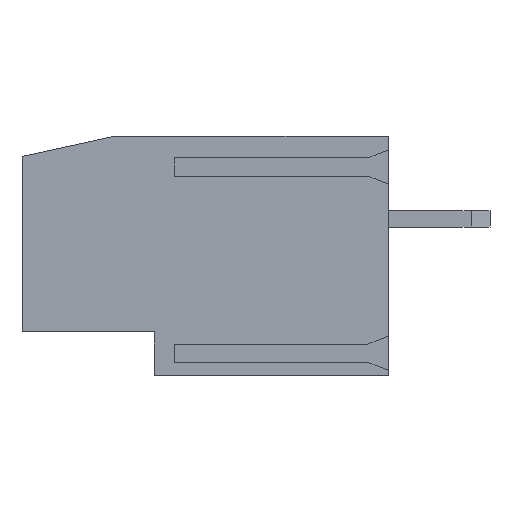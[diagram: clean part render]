
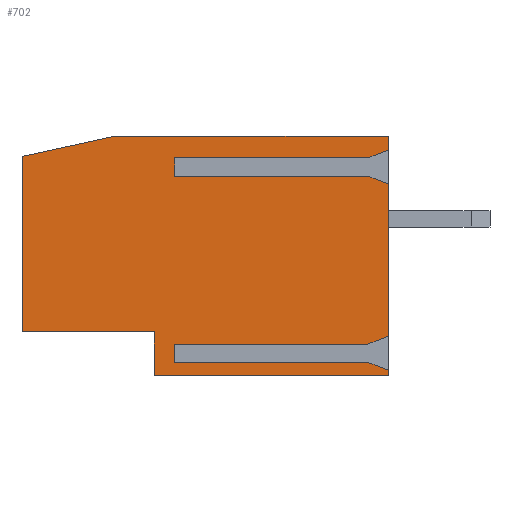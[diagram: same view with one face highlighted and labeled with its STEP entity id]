
A CAD part, left-side view. The second image highlights one B-rep face of the part: STEP entity #702.
In plain terms, the highlighted planar face has unit normal (-1, 0, 0).
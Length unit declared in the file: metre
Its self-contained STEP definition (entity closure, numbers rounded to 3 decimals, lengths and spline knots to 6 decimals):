
#702=ADVANCED_FACE('',(#1804),#1805,.F.);
#912=EDGE_CURVE('',#2122,#2123,#2124,.T.);
#1000=EDGE_CURVE('',#2246,#2239,#2249,.T.);
#1044=EDGE_CURVE('',#2312,#2305,#2315,.T.);
#1046=EDGE_CURVE('',#2317,#2318,#2319,.T.);
#1090=EDGE_CURVE('',#2374,#2123,#2377,.T.);
#1226=EDGE_CURVE('',#2562,#2246,#2565,.T.);
#1306=EDGE_CURVE('',#2664,#2661,#2665,.T.);
#1310=EDGE_CURVE('',#2669,#2670,#2671,.T.);
#1326=EDGE_CURVE('',#2691,#2661,#2692,.T.);
#1344=EDGE_CURVE('',#2318,#2711,#2714,.T.);
#1348=EDGE_CURVE('',#2719,#2669,#2720,.T.);
#1374=EDGE_CURVE('',#2317,#2374,#2750,.T.);
#1402=EDGE_CURVE('',#2305,#2711,#2783,.T.);
#1404=EDGE_CURVE('',#2122,#2670,#2785,.T.);
#1408=EDGE_CURVE('',#2664,#2789,#2790,.T.);
#1418=EDGE_CURVE('',#2803,#2312,#2804,.T.);
#1420=EDGE_CURVE('',#2239,#2803,#2806,.T.);
#1422=EDGE_CURVE('',#2789,#2562,#2808,.T.);
#1424=EDGE_CURVE('',#2691,#2719,#2810,.T.);
#1804=FACE_OUTER_BOUND('',#3193,.T.);
#1805=PLANE('',#3194);
#2122=VERTEX_POINT('',#3660);
#2123=VERTEX_POINT('',#3661);
#2124=LINE('',#3662,#3663);
#2239=VERTEX_POINT('',#3852);
#2246=VERTEX_POINT('',#3863);
#2249=LINE('',#3868,#3869);
#2305=VERTEX_POINT('',#3962);
#2312=VERTEX_POINT('',#3973);
#2315=LINE('',#3978,#3979);
#2317=VERTEX_POINT('',#3982);
#2318=VERTEX_POINT('',#3983);
#2319=LINE('',#3984,#3985);
#2374=VERTEX_POINT('',#4079);
#2377=LINE('',#4084,#4085);
#2562=VERTEX_POINT('',#4429);
#2565=LINE('',#4434,#4435);
#2661=VERTEX_POINT('',#4608);
#2664=VERTEX_POINT('',#4613);
#2665=LINE('',#4614,#4615);
#2669=VERTEX_POINT('',#4622);
#2670=VERTEX_POINT('',#4623);
#2671=LINE('',#4624,#4625);
#2691=VERTEX_POINT('',#4660);
#2692=LINE('',#4661,#4662);
#2711=VERTEX_POINT('',#4696);
#2714=LINE('',#4701,#4702);
#2719=VERTEX_POINT('',#4710);
#2720=LINE('',#4711,#4712);
#2750=LINE('',#4765,#4766);
#2783=LINE('',#4823,#4824);
#2785=LINE('',#4827,#4828);
#2789=VERTEX_POINT('',#4835);
#2790=LINE('',#4836,#4837);
#2803=VERTEX_POINT('',#4859);
#2804=LINE('',#4860,#4861);
#2806=LINE('',#4864,#4865);
#2808=LINE('',#4868,#4869);
#2810=LINE('',#4872,#4873);
#3193=EDGE_LOOP('',(#5878,#5879,#5880,#5881,#5882,#5883,#5884,#5885,#5886,#5887,#5888,#5889,#5890,#5891,#5892,#5893,#5894,#5895,#5896));
#3194=AXIS2_PLACEMENT_3D('',#5897,#5898,#5899);
#3660=CARTESIAN_POINT('',(-0.028327,-0.009498,-0.003092));
#3661=CARTESIAN_POINT('',(-0.028327,-0.008498,-0.002704));
#3662=CARTESIAN_POINT('',(-0.028327,-0.008574,-0.002733));
#3663=VECTOR('',#6478,1.0);
#3852=CARTESIAN_POINT('',(-0.028327,0.008502,-0.01035));
#3863=CARTESIAN_POINT('',(-0.028327,0.002002,-0.01035));
#3868=CARTESIAN_POINT('',(-0.028327,0.009502,-0.01035));
#3869=VECTOR('',#6536,1.0);
#3962=CARTESIAN_POINT('',(-0.028327,-0.009498,-0.00075));
#3973=CARTESIAN_POINT('',(-0.028327,0.004002,-0.00075));
#3978=CARTESIAN_POINT('',(-0.028327,-0.009498,-0.00075));
#3979=VECTOR('',#6558,1.0);
#3982=CARTESIAN_POINT('',(-0.028327,0.001002,-0.001804));
#3983=CARTESIAN_POINT('',(-0.028327,-0.008498,-0.001804));
#3984=CARTESIAN_POINT('',(-0.028327,-0.009498,-0.001804));
#3985=VECTOR('',#6559,1.0);
#4079=CARTESIAN_POINT('',(-0.028327,0.001002,-0.002704));
#4084=CARTESIAN_POINT('',(-0.028327,-0.009498,-0.002704));
#4085=VECTOR('',#6585,1.0);
#4429=CARTESIAN_POINT('',(-0.028327,0.002002,-0.0125));
#4434=CARTESIAN_POINT('',(-0.028327,0.002002,-0.0111));
#4435=VECTOR('',#6664,1.0);
#4608=CARTESIAN_POINT('',(-0.028327,-0.008498,-0.01185));
#4613=CARTESIAN_POINT('',(-0.028327,-0.009498,-0.012239));
#4614=CARTESIAN_POINT('',(-0.028327,-0.009509,-0.012243));
#4615=VECTOR('',#6704,1.0);
#4622=CARTESIAN_POINT('',(-0.028327,-0.008498,-0.01095));
#4623=CARTESIAN_POINT('',(-0.028327,-0.009498,-0.010561));
#4624=CARTESIAN_POINT('',(-0.028327,-0.009417,-0.010593));
#4625=VECTOR('',#6706,1.0);
#4660=CARTESIAN_POINT('',(-0.028327,0.001002,-0.01185));
#4661=CARTESIAN_POINT('',(-0.028327,-0.009498,-0.01185));
#4662=VECTOR('',#6714,1.0);
#4696=CARTESIAN_POINT('',(-0.028327,-0.009498,-0.001415));
#4701=CARTESIAN_POINT('',(-0.028327,-0.008498,-0.001804));
#4702=VECTOR('',#6723,1.0);
#4710=CARTESIAN_POINT('',(-0.028327,0.001002,-0.01095));
#4711=CARTESIAN_POINT('',(-0.028327,-0.009498,-0.01095));
#4712=VECTOR('',#6725,1.0);
#4765=CARTESIAN_POINT('',(-0.028327,0.001002,-0.002704));
#4766=VECTOR('',#6742,1.0);
#4823=CARTESIAN_POINT('',(-0.028327,-0.009498,-0.01325));
#4824=VECTOR('',#6762,1.0);
#4827=CARTESIAN_POINT('',(-0.028327,-0.009498,-0.01325));
#4828=VECTOR('',#6763,1.0);
#4835=CARTESIAN_POINT('',(-0.028327,-0.009498,-0.0125));
#4836=CARTESIAN_POINT('',(-0.028327,-0.009498,-0.01325));
#4837=VECTOR('',#6765,1.0);
#4859=CARTESIAN_POINT('',(-0.028327,0.008502,-0.001732));
#4860=CARTESIAN_POINT('',(-0.028327,0.004002,-0.00075));
#4861=VECTOR('',#6770,1.0);
#4864=CARTESIAN_POINT('',(-0.028327,0.008502,-0.0027));
#4865=VECTOR('',#6771,1.0);
#4868=CARTESIAN_POINT('',(-0.028327,0.002002,-0.0125));
#4869=VECTOR('',#6772,1.0);
#4872=CARTESIAN_POINT('',(-0.028327,0.001002,-0.01095));
#4873=VECTOR('',#6773,1.0);
#5878=ORIENTED_EDGE('',*,*,#1418,.F.);
#5879=ORIENTED_EDGE('',*,*,#1420,.F.);
#5880=ORIENTED_EDGE('',*,*,#1000,.F.);
#5881=ORIENTED_EDGE('',*,*,#1226,.F.);
#5882=ORIENTED_EDGE('',*,*,#1422,.F.);
#5883=ORIENTED_EDGE('',*,*,#1408,.F.);
#5884=ORIENTED_EDGE('',*,*,#1306,.T.);
#5885=ORIENTED_EDGE('',*,*,#1326,.F.);
#5886=ORIENTED_EDGE('',*,*,#1424,.T.);
#5887=ORIENTED_EDGE('',*,*,#1348,.T.);
#5888=ORIENTED_EDGE('',*,*,#1310,.T.);
#5889=ORIENTED_EDGE('',*,*,#1404,.F.);
#5890=ORIENTED_EDGE('',*,*,#912,.T.);
#5891=ORIENTED_EDGE('',*,*,#1090,.F.);
#5892=ORIENTED_EDGE('',*,*,#1374,.F.);
#5893=ORIENTED_EDGE('',*,*,#1046,.T.);
#5894=ORIENTED_EDGE('',*,*,#1344,.T.);
#5895=ORIENTED_EDGE('',*,*,#1402,.F.);
#5896=ORIENTED_EDGE('',*,*,#1044,.F.);
#5897=CARTESIAN_POINT('',(-0.028327,0.002002,-0.0111));
#5898=DIRECTION('',(1.0,0.,0.));
#5899=DIRECTION('',(0.,0.,1.0));
#6478=DIRECTION('',(0.,0.932,0.362));
#6536=DIRECTION('',(0.,1.0,0.));
#6558=DIRECTION('',(0.,-1.0,0.));
#6559=DIRECTION('',(0.,-1.0,0.));
#6585=DIRECTION('',(0.,-1.0,0.));
#6664=DIRECTION('',(0.,0.,1.0));
#6704=DIRECTION('',(0.,0.932,0.362));
#6706=DIRECTION('',(0.,-0.932,0.362));
#6714=DIRECTION('',(0.,-1.0,0.));
#6723=DIRECTION('',(0.,-0.932,0.362));
#6725=DIRECTION('',(0.,-1.0,0.));
#6742=DIRECTION('',(0.,0.,-1.0));
#6762=DIRECTION('',(0.,0.,-1.0));
#6763=DIRECTION('',(0.,0.,-1.0));
#6765=DIRECTION('',(0.,0.,-1.0));
#6770=DIRECTION('',(0.,-0.977,0.213));
#6771=DIRECTION('',(0.,0.,1.0));
#6772=DIRECTION('',(0.,1.0,0.));
#6773=DIRECTION('',(0.,0.,1.0));
